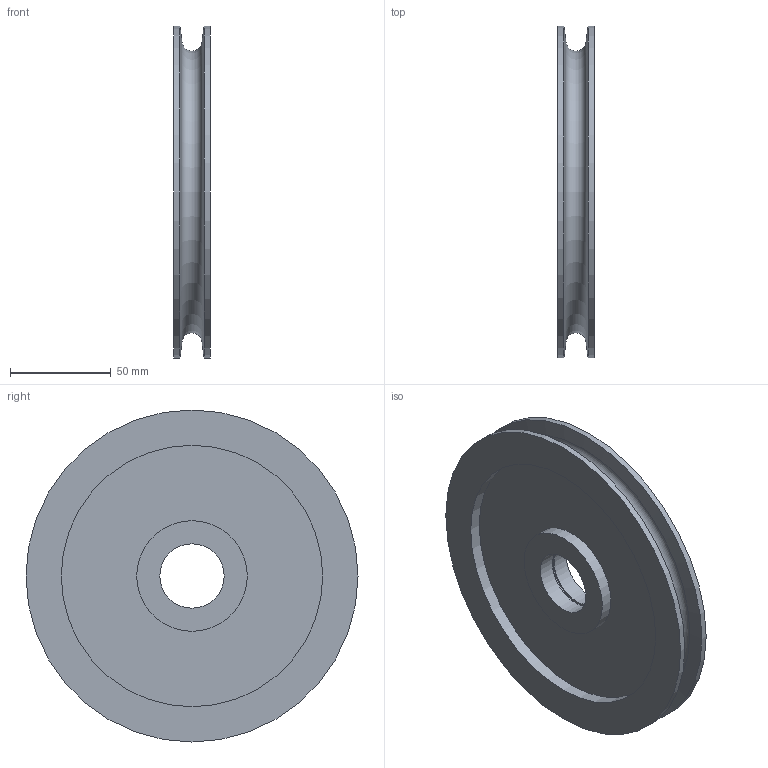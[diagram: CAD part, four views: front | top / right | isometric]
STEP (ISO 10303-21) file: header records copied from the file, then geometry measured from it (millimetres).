
FILE_DESCRIPTION (( 'STEP AP203' ), '1' );
FILE_NAME ('250729 STEP 1-400385-00_1504.STEP', '2025-07-29T05:48:18', ( '' ), ( '' ), 'SwSTEP 2.0', 'SolidWorks 2024', '' );
FILE_SCHEMA (( 'CONFIG_CONTROL_DESIGN' ));
Length unit declared in the file: millimetre
Products named in the file (1): 250729 STEP 1-400385-00_1504
Bounding box: 18 x 165 x 165 mm (x, y, z)
Volume: 180710.7 mm3; surface area: 67820.1 mm2
Topology: 1 solids, 1 shells, 20 faces, 32 edges, 20 vertices
Faces by surface type: cylinder 9, plane 8, cone 2, torus 1
Full cylindrical faces by diameter (mm): 32 x2, 33.7 x1, 55 x2, 130 x2, 165 x2
Entity records: 485 total; most frequent: DIRECTION 82, CARTESIAN_POINT 61, AXIS2_PLACEMENT_3D 41, EDGE_LOOP 40, ORIENTED_EDGE 40, FACE_OUTER_BOUND 30, CIRCLE 20, ADVANCED_FACE 20
